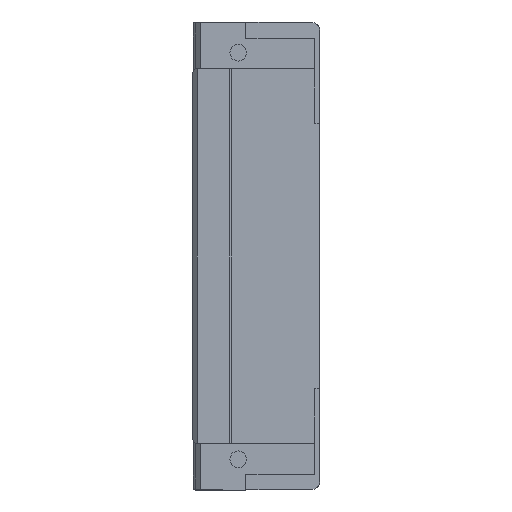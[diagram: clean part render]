
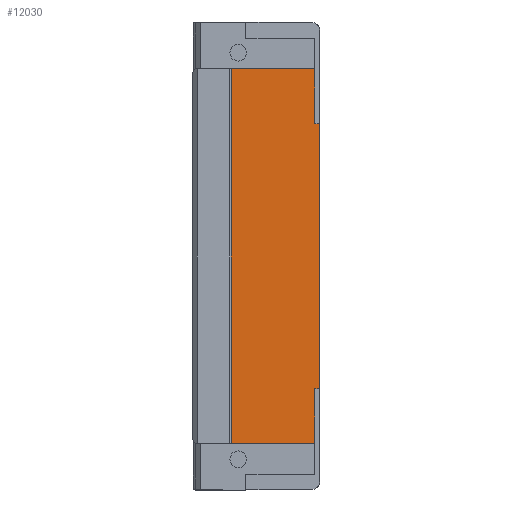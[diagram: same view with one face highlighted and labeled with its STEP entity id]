
A CAD part, left-side view. The second image highlights one B-rep face of the part: STEP entity #12030.
In plain terms, the highlighted planar face has unit normal (-1, 0, 0).
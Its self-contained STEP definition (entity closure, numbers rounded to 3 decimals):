
#599 = DIRECTION ( 'NONE',  ( 0., 1., 0. ) ) ;
#710 = CARTESIAN_POINT ( 'NONE',  ( -16.7, -4.7, 0. ) ) ;
#775 = DIRECTION ( 'NONE',  ( 0., -1., 0. ) ) ;
#844 = CARTESIAN_POINT ( 'NONE',  ( -16.7, -4.7, 8.9 ) ) ;
#1708 = DIRECTION ( 'NONE',  ( 0., 0., -1. ) ) ;
#1713 = CARTESIAN_POINT ( 'NONE',  ( -16.7, -3.9, 61. ) ) ;
#1867 = CARTESIAN_POINT ( 'NONE',  ( -16.7, -4.7, 61. ) ) ;
#1871 = PLANE ( 'NONE',  #9886 ) ;
#2220 = EDGE_CURVE ( 'NONE', #13800, #13681, #9342, .T. ) ;
#4656 = DIRECTION ( 'NONE',  ( 0., 0., -1. ) ) ;
#4667 = CARTESIAN_POINT ( 'NONE',  ( -16.7, 9.7, 61. ) ) ;
#4697 = DIRECTION ( 'NONE',  ( 0., 0., -1. ) ) ;
#4700 = CARTESIAN_POINT ( 'NONE',  ( -16.7, -3.9, 61. ) ) ;
#6391 = CARTESIAN_POINT ( 'NONE',  ( -16.7, -4.7, 52.05 ) ) ;
#6403 = DIRECTION ( 'NONE',  ( 0., -1., 0. ) ) ;
#6517 = EDGE_CURVE ( 'NONE', #13422, #13244, #8576, .T. ) ;
#6551 = EDGE_CURVE ( 'NONE', #13422, #14235, #8518, .T. ) ;
#6555 = EDGE_CURVE ( 'NONE', #13142, #13192, #8511, .T. ) ;
#6568 = EDGE_CURVE ( 'NONE', #13871, #13800, #8498, .T. ) ;
#6707 = EDGE_CURVE ( 'NONE', #13244, #13871, #8305, .T. ) ;
#6720 = EDGE_CURVE ( 'NONE', #13681, #13142, #8283, .T. ) ;
#6729 = EDGE_CURVE ( 'NONE', #14235, #13192, #8271, .T. ) ;
#7935 = CARTESIAN_POINT ( 'NONE',  ( -16.7, -4.7, 61. ) ) ;
#7966 = DIRECTION ( 'NONE',  ( 0., -1., 0. ) ) ;
#8270 = VECTOR ( 'NONE', #775, 1000. ) ;
#8271 = LINE ( 'NONE', #710, #8270 ) ;
#8282 = VECTOR ( 'NONE', #599, 1000. ) ;
#8283 = LINE ( 'NONE', #844, #8282 ) ;
#8305 = LINE ( 'NONE', #1713, #8319 ) ;
#8319 = VECTOR ( 'NONE', #1708, 1000. ) ;
#8498 = LINE ( 'NONE', #6391, #8502 ) ;
#8502 = VECTOR ( 'NONE', #6403, 1000. ) ;
#8510 = VECTOR ( 'NONE', #4656, 1000. ) ;
#8511 = LINE ( 'NONE', #4700, #8510 ) ;
#8517 = VECTOR ( 'NONE', #4697, 1000. ) ;
#8518 = LINE ( 'NONE', #4667, #8517 ) ;
#8575 = VECTOR ( 'NONE', #7966, 1000. ) ;
#8576 = LINE ( 'NONE', #7935, #8575 ) ;
#9315 = VECTOR ( 'NONE', #13452, 1000. ) ;
#9342 = LINE ( 'NONE', #13122, #9315 ) ;
#9506 = CARTESIAN_POINT ( 'NONE',  ( -16.7, 9.7, 61. ) ) ;
#9564 = DIRECTION ( 'NONE',  ( 1., 0., 0. ) ) ;
#9566 = DIRECTION ( 'NONE',  ( 0., 0., -1. ) ) ;
#9570 = CARTESIAN_POINT ( 'NONE',  ( -16.7, -3.9, 8.9 ) ) ;
#9603 = CARTESIAN_POINT ( 'NONE',  ( -16.7, -3.9, 61. ) ) ;
#9640 = CARTESIAN_POINT ( 'NONE',  ( -16.7, -3.9, 0. ) ) ;
#9673 = CARTESIAN_POINT ( 'NONE',  ( -16.7, 9.7, 0. ) ) ;
#9691 = CARTESIAN_POINT ( 'NONE',  ( -16.7, -4.7, 8.9 ) ) ;
#9702 = CARTESIAN_POINT ( 'NONE',  ( -16.7, -4.7, 52.05 ) ) ;
#9886 = AXIS2_PLACEMENT_3D ( 'NONE', #1867, #9564, #9566 ) ;
#10090 = CARTESIAN_POINT ( 'NONE',  ( -16.7, -3.9, 52.05 ) ) ;
#12030 = ADVANCED_FACE ( 'NONE', ( #12914 ), #1871, .F. ) ;
#12914 = FACE_OUTER_BOUND ( 'NONE', #14382, .T. ) ;
#13122 = CARTESIAN_POINT ( 'NONE',  ( -16.7, -4.7, 61. ) ) ;
#13142 = VERTEX_POINT ( 'NONE', #9570 ) ;
#13192 = VERTEX_POINT ( 'NONE', #9640 ) ;
#13244 = VERTEX_POINT ( 'NONE', #9603 ) ;
#13422 = VERTEX_POINT ( 'NONE', #9506 ) ;
#13452 = DIRECTION ( 'NONE',  ( 0., 0., -1. ) ) ;
#13681 = VERTEX_POINT ( 'NONE', #9691 ) ;
#13800 = VERTEX_POINT ( 'NONE', #9702 ) ;
#13871 = VERTEX_POINT ( 'NONE', #10090 ) ;
#14235 = VERTEX_POINT ( 'NONE', #9673 ) ;
#14382 = EDGE_LOOP ( 'NONE', ( #14619, #14633, #14622, #14599, #14623, #14624, #14612, #14615 ) ) ;
#14599 = ORIENTED_EDGE ( 'NONE', *, *, #6729, .T. ) ;
#14612 = ORIENTED_EDGE ( 'NONE', *, *, #2220, .F. ) ;
#14615 = ORIENTED_EDGE ( 'NONE', *, *, #6568, .F. ) ;
#14619 = ORIENTED_EDGE ( 'NONE', *, *, #6707, .F. ) ;
#14622 = ORIENTED_EDGE ( 'NONE', *, *, #6551, .T. ) ;
#14623 = ORIENTED_EDGE ( 'NONE', *, *, #6555, .F. ) ;
#14624 = ORIENTED_EDGE ( 'NONE', *, *, #6720, .F. ) ;
#14633 = ORIENTED_EDGE ( 'NONE', *, *, #6517, .F. ) ;
